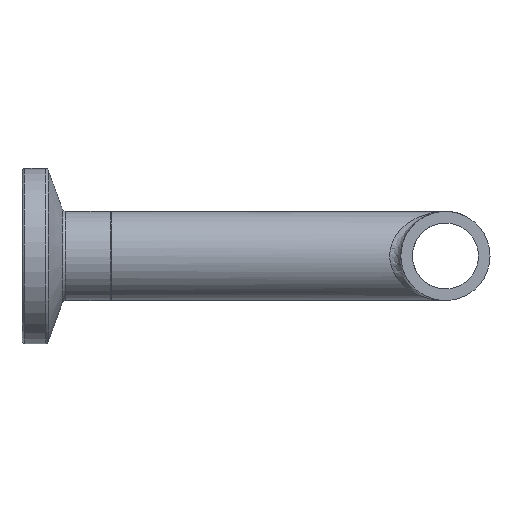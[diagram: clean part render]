
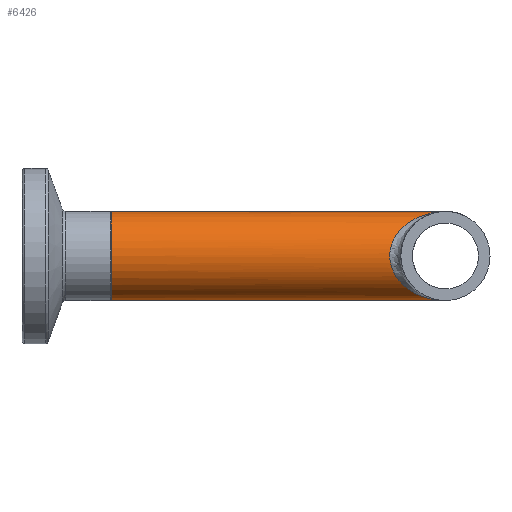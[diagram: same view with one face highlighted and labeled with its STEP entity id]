
A CAD part, left-side view. The second image highlights one B-rep face of the part: STEP entity #6426.
In plain terms, the highlighted cylindrical face has radius 6.35 mm (diameter 12.7 mm), a full revolution.
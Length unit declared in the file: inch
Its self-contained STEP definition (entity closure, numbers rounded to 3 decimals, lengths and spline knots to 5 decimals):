
#81=ELLIPSE('',#6789,0.4002,0.25);
#82=ELLIPSE('',#6790,0.4002,0.25);
#127=FACE_BOUND('',#1193,.T.);
#797=FACE_OUTER_BOUND('',#1192,.T.);
#1192=EDGE_LOOP('',(#5946,#5947));
#1193=EDGE_LOOP('',(#5948));
#2200=CIRCLE('',#6788,0.25);
#3146=VERTEX_POINT('',#13953);
#3147=VERTEX_POINT('',#13954);
#3151=VERTEX_POINT('',#13971);
#4088=EDGE_CURVE('',#3151,#3151,#2200,.T.);
#4089=EDGE_CURVE('',#3147,#3146,#81,.T.);
#4090=EDGE_CURVE('',#3146,#3147,#82,.T.);
#5946=ORIENTED_EDGE('',*,*,#4090,.F.);
#5947=ORIENTED_EDGE('',*,*,#4089,.F.);
#5948=ORIENTED_EDGE('',*,*,#4088,.T.);
#6022=CYLINDRICAL_SURFACE('',#6798,0.25);
#6426=ADVANCED_FACE('',(#797,#127),#6022,.T.);
#6788=AXIS2_PLACEMENT_3D('',#13972,#7947,#7948);
#6789=AXIS2_PLACEMENT_3D('',#14023,#7949,#7950);
#6790=AXIS2_PLACEMENT_3D('',#14074,#7951,#7952);
#6798=AXIS2_PLACEMENT_3D('',#14087,#7967,#7968);
#7947=DIRECTION('center_axis',(0.,-1.,0.));
#7948=DIRECTION('ref_axis',(1.,0.,0.));
#7949=DIRECTION('center_axis',(-0.781,-0.625,0.));
#7950=DIRECTION('ref_axis',(-0.625,0.781,0.));
#7951=DIRECTION('center_axis',(0.781,-0.625,0.));
#7952=DIRECTION('ref_axis',(0.625,0.781,0.));
#7967=DIRECTION('center_axis',(0.,-1.,0.));
#7968=DIRECTION('ref_axis',(1.,0.,0.));
#13953=CARTESIAN_POINT('',(0.,0.,
-0.25));
#13954=CARTESIAN_POINT('',(0.,0.,
0.25));
#13971=CARTESIAN_POINT('',(-0.25,1.875,0.));
#13972=CARTESIAN_POINT('Origin',(0.,1.875,0.));
#14023=CARTESIAN_POINT('Origin',(0.,0.,
0.));
#14074=CARTESIAN_POINT('Origin',(0.,0.,
0.));
#14087=CARTESIAN_POINT('Origin',(0.,1.875,0.));
